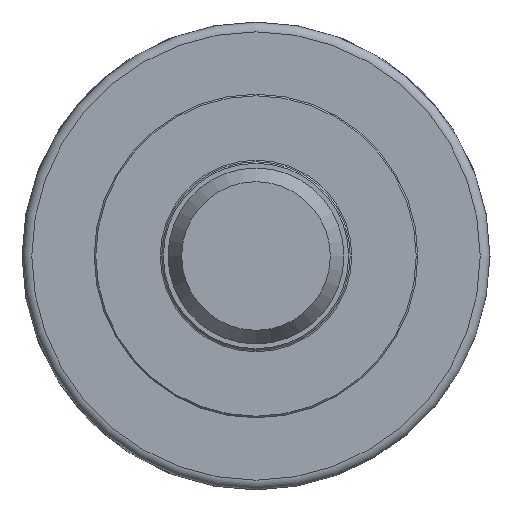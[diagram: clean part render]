
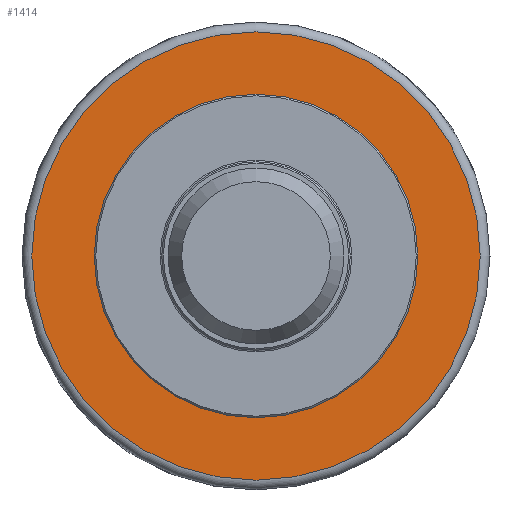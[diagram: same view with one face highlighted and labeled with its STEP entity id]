
A CAD part, left-side view. The second image highlights one B-rep face of the part: STEP entity #1414.
In plain terms, the highlighted planar face has unit normal (-1, 0, 0).
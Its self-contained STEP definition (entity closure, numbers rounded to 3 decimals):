
#71=FACE_BOUND('',#289,.T.);
#111=CIRCLE('',#1546,50.7);
#114=CIRCLE('',#1550,71.373);
#115=CIRCLE('',#1551,71.373);
#206=FACE_OUTER_BOUND('',#288,.T.);
#288=EDGE_LOOP('',(#1101,#1102));
#289=EDGE_LOOP('',(#1103));
#624=VERTEX_POINT('',#2396);
#627=VERTEX_POINT('',#2404);
#628=VERTEX_POINT('',#2405);
#800=EDGE_CURVE('',#624,#624,#111,.T.);
#804=EDGE_CURVE('',#627,#628,#114,.T.);
#805=EDGE_CURVE('',#628,#627,#115,.T.);
#1101=ORIENTED_EDGE('',*,*,#804,.F.);
#1102=ORIENTED_EDGE('',*,*,#805,.F.);
#1103=ORIENTED_EDGE('',*,*,#800,.T.);
#1356=PLANE('',#1549);
#1414=ADVANCED_FACE('',(#206,#71),#1356,.T.);
#1546=AXIS2_PLACEMENT_3D('',#2397,#1851,#1852);
#1549=AXIS2_PLACEMENT_3D('',#2403,#1858,#1859);
#1550=AXIS2_PLACEMENT_3D('',#2406,#1860,#1861);
#1551=AXIS2_PLACEMENT_3D('',#2407,#1862,#1863);
#1851=DIRECTION('center_axis',(1.,0.,0.));
#1852=DIRECTION('ref_axis',(0.,1.,0.));
#1858=DIRECTION('center_axis',(-1.,0.,0.));
#1859=DIRECTION('ref_axis',(0.,0.,
-1.));
#1860=DIRECTION('center_axis',(1.,0.,0.));
#1861=DIRECTION('ref_axis',(0.,1.,0.));
#1862=DIRECTION('center_axis',(1.,0.,0.));
#1863=DIRECTION('ref_axis',(0.,1.,0.));
#2396=CARTESIAN_POINT('',(28.8,-50.7,0.));
#2397=CARTESIAN_POINT('Origin',(28.8,0.,0.));
#2403=CARTESIAN_POINT('Origin',(28.8,-65.416,0.));
#2404=CARTESIAN_POINT('',(28.8,-71.373,0.));
#2405=CARTESIAN_POINT('',(28.8,0.,-71.373));
#2406=CARTESIAN_POINT('Origin',(28.8,0.,0.));
#2407=CARTESIAN_POINT('Origin',(28.8,0.,0.));
